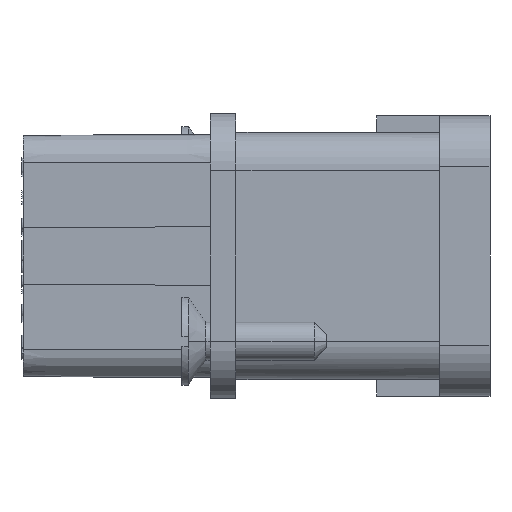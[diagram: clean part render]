
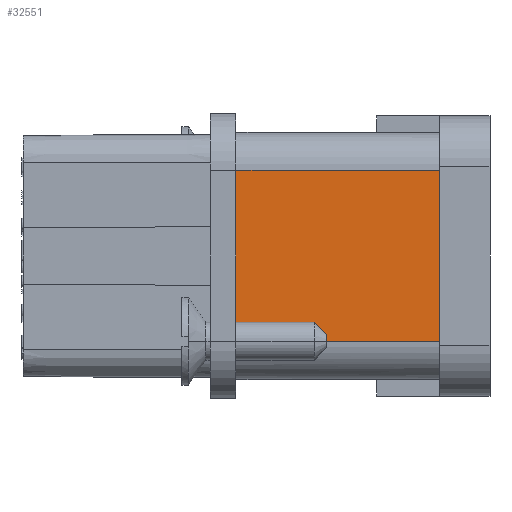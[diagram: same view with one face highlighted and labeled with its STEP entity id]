
A CAD part, left-side view. The second image highlights one B-rep face of the part: STEP entity #32551.
In plain terms, the highlighted planar face has unit normal (-1, 0, 0).
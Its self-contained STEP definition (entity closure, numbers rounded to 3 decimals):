
#85=DIRECTION('',(0.,0.,-1.));
#86=VECTOR('',#85,13.457);
#87=CARTESIAN_POINT('',(-10.95,0.,6.75));
#88=LINE('',#87,#86);
#8060=DIRECTION('',(0.,-1.,0.));
#8061=VECTOR('',#8060,16.);
#8062=CARTESIAN_POINT('',(-10.95,0.,-6.707));
#8063=LINE('',#8062,#8061);
#8064=DIRECTION('',(0.,-1.,0.));
#8065=VECTOR('',#8064,16.);
#8066=CARTESIAN_POINT('',(-10.95,0.,6.75));
#8067=LINE('',#8066,#8065);
#8068=DIRECTION('',(0.,0.,-1.));
#8069=VECTOR('',#8068,13.457);
#8070=CARTESIAN_POINT('',(-10.95,-16.,6.75));
#8071=LINE('',#8070,#8069);
#19747=CARTESIAN_POINT('',(-10.95,0.,-6.705));
#19748=VERTEX_POINT('',#19747);
#19749=CARTESIAN_POINT('',(-10.95,-16.,-6.707));
#19750=VERTEX_POINT('',#19749);
#19761=CARTESIAN_POINT('',(-10.95,0.,6.75));
#19762=CARTESIAN_POINT('',(-10.95,-16.,6.75));
#19763=VERTEX_POINT('',#19761);
#19764=VERTEX_POINT('',#19762);
#32539=CARTESIAN_POINT('',(-10.95,0.,9.75));
#32540=DIRECTION('',(-1.,0.,0.));
#32541=DIRECTION('',(0.,0.,-1.));
#32542=AXIS2_PLACEMENT_3D('',#32539,#32540,#32541);
#32543=PLANE('',#32542);
#32545=ORIENTED_EDGE('',*,*,#32544,.F.);
#32546=ORIENTED_EDGE('',*,*,#26032,.F.);
#32547=ORIENTED_EDGE('',*,*,#32531,.T.);
#32548=ORIENTED_EDGE('',*,*,#32355,.T.);
#32549=EDGE_LOOP('',(#32545,#32546,#32547,#32548));
#32550=FACE_OUTER_BOUND('',#32549,.F.);
#32551=ADVANCED_FACE('',(#32550),#32543,.T.);
#26032=EDGE_CURVE('',#19763,#19748,#88,.T.);
#32355=EDGE_CURVE('',#19764,#19750,#8071,.T.);
#32531=EDGE_CURVE('',#19763,#19764,#8067,.T.);
#32544=EDGE_CURVE('',#19748,#19750,#8063,.T.);
